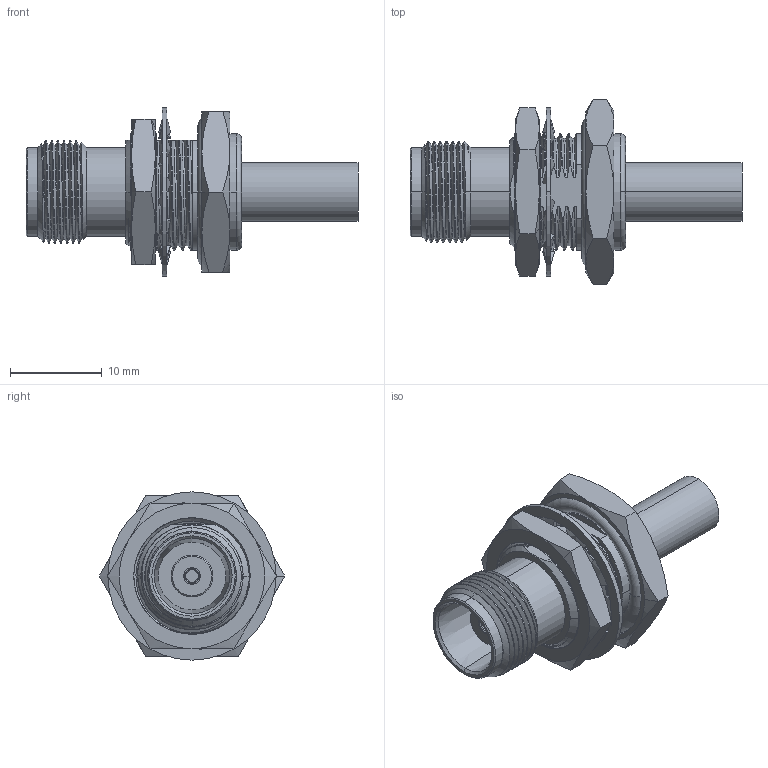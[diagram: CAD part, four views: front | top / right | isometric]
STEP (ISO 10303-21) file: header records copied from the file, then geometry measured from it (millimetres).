
FILE_DESCRIPTION (( 'STEP AP203' ), '1' );
FILE_NAME ('PE4153.step', '2019-04-10T22:45:00', ( '' ), ( '' ), 'SwSTEP 2.0', 'SolidWorks 2018', '' );
FILE_SCHEMA (( 'CONFIG_CONTROL_DESIGN' ));
Length unit declared in the file: inch
Products named in the file (1): PE4153
Bounding box: 36.2 x 20.21 x 18.34 mm (x, y, z)
Volume: 2928.1 mm3; surface area: 3797 mm2
Topology: 5 solids, 6 shells, 295 faces, 802 edges, 528 vertices
Faces by surface type: cylinder 90, bspline 75, plane 70, cone 54, torus 6
Entity records: 21148 total; most frequent: CARTESIAN_POINT 14527, ORIENTED_EDGE 1604, DIRECTION 1080, EDGE_CURVE 802, VERTEX_POINT 528, AXIS2_PLACEMENT_3D 412, EDGE_LOOP 312, FACE_OUTER_BOUND 295
